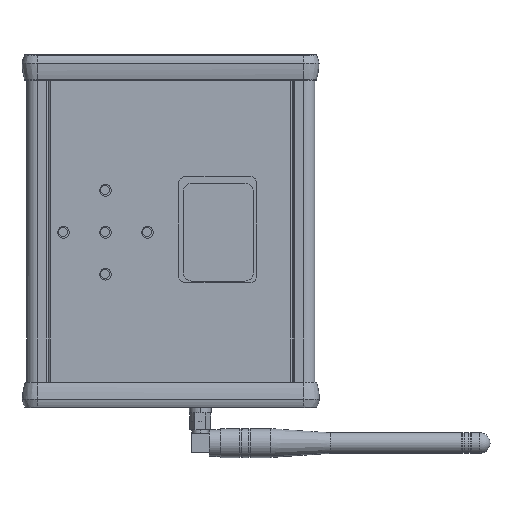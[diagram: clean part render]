
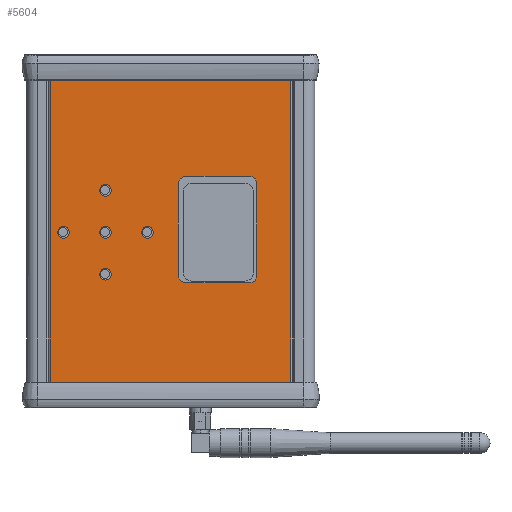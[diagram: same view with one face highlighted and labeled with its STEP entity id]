
A CAD part, front view. The second image highlights one B-rep face of the part: STEP entity #5604.
In plain terms, the highlighted planar face has unit normal (0, -1, 0).
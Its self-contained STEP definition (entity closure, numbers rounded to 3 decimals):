
#4362=CARTESIAN_POINT('Vertex',(-43.016,0.,120.)) ;
#4365=CARTESIAN_POINT('Line Origine',(0.,0.,120.)) ;
#4369=CARTESIAN_POINT('Vertex',(43.016,0.,120.)) ;
#4611=CARTESIAN_POINT('Vertex',(43.016,0.,0.)) ;
#4614=CARTESIAN_POINT('Line Origine',(0.,0.,0.)) ;
#4618=CARTESIAN_POINT('Vertex',(-43.016,0.,0.)) ;
#4930=CARTESIAN_POINT('Line Origine',(-43.016,0.,0.)) ;
#4947=CARTESIAN_POINT('Line Origine',(43.016,0.,0.)) ;
#5106=CARTESIAN_POINT('Vertex',(-25.3,0.,74.6)) ;
#5109=CARTESIAN_POINT('Axis2P3D Location',(-23.25,0.,74.6)) ;
#5113=CARTESIAN_POINT('Vertex',(-21.2,0.,74.6)) ;
#5135=CARTESIAN_POINT('Axis2P3D Location',(-23.25,0.,74.6)) ;
#5163=CARTESIAN_POINT('Vertex',(-25.3,0.,59.6)) ;
#5166=CARTESIAN_POINT('Axis2P3D Location',(-23.25,0.,59.6)) ;
#5170=CARTESIAN_POINT('Vertex',(-21.2,0.,59.6)) ;
#5192=CARTESIAN_POINT('Axis2P3D Location',(-23.25,0.,59.6)) ;
#5220=CARTESIAN_POINT('Vertex',(-25.3,0.,44.6)) ;
#5223=CARTESIAN_POINT('Axis2P3D Location',(-23.25,0.,44.6)) ;
#5227=CARTESIAN_POINT('Vertex',(-21.2,0.,44.6)) ;
#5249=CARTESIAN_POINT('Axis2P3D Location',(-23.25,0.,44.6)) ;
#5277=CARTESIAN_POINT('Vertex',(-40.3,0.,59.6)) ;
#5280=CARTESIAN_POINT('Axis2P3D Location',(-38.25,0.,59.6)) ;
#5284=CARTESIAN_POINT('Vertex',(-36.2,0.,59.6)) ;
#5306=CARTESIAN_POINT('Axis2P3D Location',(-38.25,0.,59.6)) ;
#5334=CARTESIAN_POINT('Vertex',(-10.3,0.,59.6)) ;
#5337=CARTESIAN_POINT('Axis2P3D Location',(-8.25,0.,59.6)) ;
#5341=CARTESIAN_POINT('Vertex',(-6.2,0.,59.6)) ;
#5363=CARTESIAN_POINT('Axis2P3D Location',(-8.25,0.,59.6)) ;
#5389=CARTESIAN_POINT('Vertex',(5.45,0.,79.6)) ;
#5394=CARTESIAN_POINT('Axis2P3D Location',(5.45,0.,77.)) ;
#5398=CARTESIAN_POINT('Vertex',(2.85,0.,77.)) ;
#5429=CARTESIAN_POINT('Vertex',(28.25,0.,79.6)) ;
#5434=CARTESIAN_POINT('Line Origine',(16.85,0.,79.6)) ;
#5460=CARTESIAN_POINT('Vertex',(30.85,0.,77.)) ;
#5465=CARTESIAN_POINT('Axis2P3D Location',(28.25,0.,77.)) ;
#5494=CARTESIAN_POINT('Line Origine',(2.85,0.,60.6)) ;
#5498=CARTESIAN_POINT('Vertex',(2.85,0.,44.2)) ;
#5518=CARTESIAN_POINT('Axis2P3D Location',(5.45,0.,44.2)) ;
#5522=CARTESIAN_POINT('Vertex',(5.45,0.,41.6)) ;
#5544=CARTESIAN_POINT('Axis2P3D Location',(43.016,0.,0.)) ;
#5555=CARTESIAN_POINT('Axis2P3D Location',(28.25,0.,44.2)) ;
#5559=CARTESIAN_POINT('Vertex',(30.85,0.,44.2)) ;
#5561=CARTESIAN_POINT('Vertex',(28.25,0.,41.6)) ;
#5564=CARTESIAN_POINT('Line Origine',(16.85,0.,41.6)) ;
#5569=CARTESIAN_POINT('Line Origine',(30.85,0.,60.6)) ;
#4366=DIRECTION('Vector Direction',(-1.,0.,0.)) ;
#4615=DIRECTION('Vector Direction',(1.,0.,0.)) ;
#4931=DIRECTION('Vector Direction',(0.,0.,1.)) ;
#4948=DIRECTION('Vector Direction',(0.,0.,1.)) ;
#5110=DIRECTION('Axis2P3D Direction',(0.,1.,-0.)) ;
#5136=DIRECTION('Axis2P3D Direction',(0.,1.,-0.)) ;
#5167=DIRECTION('Axis2P3D Direction',(0.,1.,-0.)) ;
#5193=DIRECTION('Axis2P3D Direction',(0.,1.,-0.)) ;
#5224=DIRECTION('Axis2P3D Direction',(0.,1.,-0.)) ;
#5250=DIRECTION('Axis2P3D Direction',(0.,1.,-0.)) ;
#5281=DIRECTION('Axis2P3D Direction',(0.,1.,-0.)) ;
#5307=DIRECTION('Axis2P3D Direction',(0.,1.,-0.)) ;
#5338=DIRECTION('Axis2P3D Direction',(0.,1.,-0.)) ;
#5364=DIRECTION('Axis2P3D Direction',(0.,1.,-0.)) ;
#5395=DIRECTION('Axis2P3D Direction',(0.,-1.,0.)) ;
#5435=DIRECTION('Vector Direction',(-1.,0.,0.)) ;
#5466=DIRECTION('Axis2P3D Direction',(0.,-1.,0.)) ;
#5495=DIRECTION('Vector Direction',(0.,0.,1.)) ;
#5519=DIRECTION('Axis2P3D Direction',(0.,-1.,0.)) ;
#5545=DIRECTION('Axis2P3D Direction',(0.,-1.,0.)) ;
#5546=DIRECTION('Axis2P3D XDirection',(0.,0.,-1.)) ;
#5556=DIRECTION('Axis2P3D Direction',(0.,-1.,0.)) ;
#5565=DIRECTION('Vector Direction',(1.,0.,0.)) ;
#5570=DIRECTION('Vector Direction',(0.,0.,-1.)) ;
#5111=AXIS2_PLACEMENT_3D('Circle Axis2P3D',#5109,#5110,$) ;
#5137=AXIS2_PLACEMENT_3D('Circle Axis2P3D',#5135,#5136,$) ;
#5168=AXIS2_PLACEMENT_3D('Circle Axis2P3D',#5166,#5167,$) ;
#5194=AXIS2_PLACEMENT_3D('Circle Axis2P3D',#5192,#5193,$) ;
#5225=AXIS2_PLACEMENT_3D('Circle Axis2P3D',#5223,#5224,$) ;
#5251=AXIS2_PLACEMENT_3D('Circle Axis2P3D',#5249,#5250,$) ;
#5282=AXIS2_PLACEMENT_3D('Circle Axis2P3D',#5280,#5281,$) ;
#5308=AXIS2_PLACEMENT_3D('Circle Axis2P3D',#5306,#5307,$) ;
#5339=AXIS2_PLACEMENT_3D('Circle Axis2P3D',#5337,#5338,$) ;
#5365=AXIS2_PLACEMENT_3D('Circle Axis2P3D',#5363,#5364,$) ;
#5396=AXIS2_PLACEMENT_3D('Circle Axis2P3D',#5394,#5395,$) ;
#5467=AXIS2_PLACEMENT_3D('Circle Axis2P3D',#5465,#5466,$) ;
#5520=AXIS2_PLACEMENT_3D('Circle Axis2P3D',#5518,#5519,$) ;
#5547=AXIS2_PLACEMENT_3D('Plane Axis2P3D',#5544,#5545,#5546) ;
#5557=AXIS2_PLACEMENT_3D('Circle Axis2P3D',#5555,#5556,$) ;
#5550=ORIENTED_EDGE('',*,*,#4371,.T.) ;
#5551=ORIENTED_EDGE('',*,*,#4934,.F.) ;
#5552=ORIENTED_EDGE('',*,*,#4620,.T.) ;
#5553=ORIENTED_EDGE('',*,*,#4951,.T.) ;
#5575=ORIENTED_EDGE('',*,*,#5563,.T.) ;
#5576=ORIENTED_EDGE('',*,*,#5568,.F.) ;
#5577=ORIENTED_EDGE('',*,*,#5524,.T.) ;
#5578=ORIENTED_EDGE('',*,*,#5500,.T.) ;
#5579=ORIENTED_EDGE('',*,*,#5400,.T.) ;
#5580=ORIENTED_EDGE('',*,*,#5438,.F.) ;
#5581=ORIENTED_EDGE('',*,*,#5469,.T.) ;
#5582=ORIENTED_EDGE('',*,*,#5573,.T.) ;
#5585=ORIENTED_EDGE('',*,*,#5367,.F.) ;
#5586=ORIENTED_EDGE('',*,*,#5343,.F.) ;
#5589=ORIENTED_EDGE('',*,*,#5196,.F.) ;
#5590=ORIENTED_EDGE('',*,*,#5172,.F.) ;
#5593=ORIENTED_EDGE('',*,*,#5310,.F.) ;
#5594=ORIENTED_EDGE('',*,*,#5286,.F.) ;
#5597=ORIENTED_EDGE('',*,*,#5139,.F.) ;
#5598=ORIENTED_EDGE('',*,*,#5115,.F.) ;
#5601=ORIENTED_EDGE('',*,*,#5253,.F.) ;
#5602=ORIENTED_EDGE('',*,*,#5229,.F.) ;
#5583=FACE_BOUND('',#5574,.T.) ;
#5587=FACE_BOUND('',#5584,.T.) ;
#5591=FACE_BOUND('',#5588,.T.) ;
#5595=FACE_BOUND('',#5592,.T.) ;
#5599=FACE_BOUND('',#5596,.T.) ;
#5603=FACE_BOUND('',#5600,.T.) ;
#4367=VECTOR('Line Direction',#4366,1.) ;
#4616=VECTOR('Line Direction',#4615,1.) ;
#4932=VECTOR('Line Direction',#4931,1.) ;
#4949=VECTOR('Line Direction',#4948,1.) ;
#5436=VECTOR('Line Direction',#5435,1.) ;
#5496=VECTOR('Line Direction',#5495,1.) ;
#5566=VECTOR('Line Direction',#5565,1.) ;
#5571=VECTOR('Line Direction',#5570,1.) ;
#5604=ADVANCED_FACE('MANIFOLD_SOLID_BREP #6829',(#5554,#5583,#5587,#5591,#5595,#5599,#5603),#5548,.T.) ;
#5112=CIRCLE('generated circle',#5111,2.05) ;
#5138=CIRCLE('generated circle',#5137,2.05) ;
#5169=CIRCLE('generated circle',#5168,2.05) ;
#5195=CIRCLE('generated circle',#5194,2.05) ;
#5226=CIRCLE('generated circle',#5225,2.05) ;
#5252=CIRCLE('generated circle',#5251,2.05) ;
#5283=CIRCLE('generated circle',#5282,2.05) ;
#5309=CIRCLE('generated circle',#5308,2.05) ;
#5340=CIRCLE('generated circle',#5339,2.05) ;
#5366=CIRCLE('generated circle',#5365,2.05) ;
#5397=CIRCLE('generated circle',#5396,2.6) ;
#5468=CIRCLE('generated circle',#5467,2.6) ;
#5521=CIRCLE('generated circle',#5520,2.6) ;
#5558=CIRCLE('generated circle',#5557,2.6) ;
#4371=EDGE_CURVE('',#4370,#4363,#4368,.T.) ;
#4620=EDGE_CURVE('',#4619,#4612,#4617,.T.) ;
#4934=EDGE_CURVE('',#4619,#4363,#4933,.T.) ;
#4951=EDGE_CURVE('',#4612,#4370,#4950,.T.) ;
#5115=EDGE_CURVE('',#5107,#5114,#5112,.F.) ;
#5139=EDGE_CURVE('',#5114,#5107,#5138,.F.) ;
#5172=EDGE_CURVE('',#5164,#5171,#5169,.F.) ;
#5196=EDGE_CURVE('',#5171,#5164,#5195,.F.) ;
#5229=EDGE_CURVE('',#5221,#5228,#5226,.F.) ;
#5253=EDGE_CURVE('',#5228,#5221,#5252,.F.) ;
#5286=EDGE_CURVE('',#5278,#5285,#5283,.F.) ;
#5310=EDGE_CURVE('',#5285,#5278,#5309,.F.) ;
#5343=EDGE_CURVE('',#5335,#5342,#5340,.F.) ;
#5367=EDGE_CURVE('',#5342,#5335,#5366,.F.) ;
#5400=EDGE_CURVE('',#5399,#5390,#5397,.F.) ;
#5438=EDGE_CURVE('',#5430,#5390,#5437,.T.) ;
#5469=EDGE_CURVE('',#5430,#5461,#5468,.F.) ;
#5500=EDGE_CURVE('',#5499,#5399,#5497,.T.) ;
#5524=EDGE_CURVE('',#5523,#5499,#5521,.F.) ;
#5563=EDGE_CURVE('',#5560,#5562,#5558,.F.) ;
#5568=EDGE_CURVE('',#5523,#5562,#5567,.T.) ;
#5573=EDGE_CURVE('',#5461,#5560,#5572,.T.) ;
#5549=EDGE_LOOP('',(#5550,#5551,#5552,#5553)) ;
#5574=EDGE_LOOP('',(#5575,#5576,#5577,#5578,#5579,#5580,#5581,#5582)) ;
#5584=EDGE_LOOP('',(#5585,#5586)) ;
#5588=EDGE_LOOP('',(#5589,#5590)) ;
#5592=EDGE_LOOP('',(#5593,#5594)) ;
#5596=EDGE_LOOP('',(#5597,#5598)) ;
#5600=EDGE_LOOP('',(#5601,#5602)) ;
#5554=FACE_OUTER_BOUND('',#5549,.T.) ;
#4368=LINE('Line',#4365,#4367) ;
#4617=LINE('Line',#4614,#4616) ;
#4933=LINE('Line',#4930,#4932) ;
#4950=LINE('Line',#4947,#4949) ;
#5437=LINE('Line',#5434,#5436) ;
#5497=LINE('Line',#5494,#5496) ;
#5567=LINE('Line',#5564,#5566) ;
#5572=LINE('Line',#5569,#5571) ;
#5548=PLANE('Plane',#5547) ;
#4363=VERTEX_POINT('',#4362) ;
#4370=VERTEX_POINT('',#4369) ;
#4612=VERTEX_POINT('',#4611) ;
#4619=VERTEX_POINT('',#4618) ;
#5107=VERTEX_POINT('',#5106) ;
#5114=VERTEX_POINT('',#5113) ;
#5164=VERTEX_POINT('',#5163) ;
#5171=VERTEX_POINT('',#5170) ;
#5221=VERTEX_POINT('',#5220) ;
#5228=VERTEX_POINT('',#5227) ;
#5278=VERTEX_POINT('',#5277) ;
#5285=VERTEX_POINT('',#5284) ;
#5335=VERTEX_POINT('',#5334) ;
#5342=VERTEX_POINT('',#5341) ;
#5390=VERTEX_POINT('',#5389) ;
#5399=VERTEX_POINT('',#5398) ;
#5430=VERTEX_POINT('',#5429) ;
#5461=VERTEX_POINT('',#5460) ;
#5499=VERTEX_POINT('',#5498) ;
#5523=VERTEX_POINT('',#5522) ;
#5560=VERTEX_POINT('',#5559) ;
#5562=VERTEX_POINT('',#5561) ;
